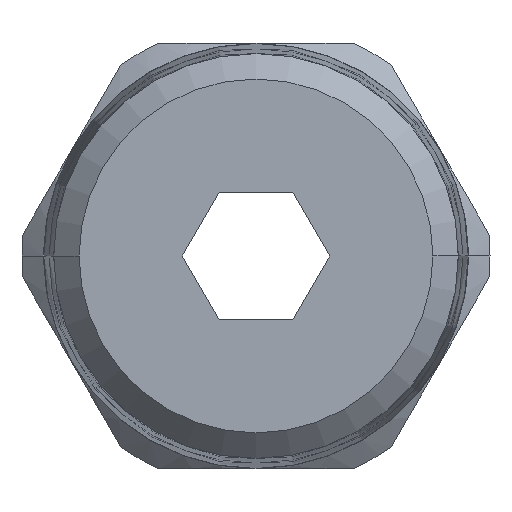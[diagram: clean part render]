
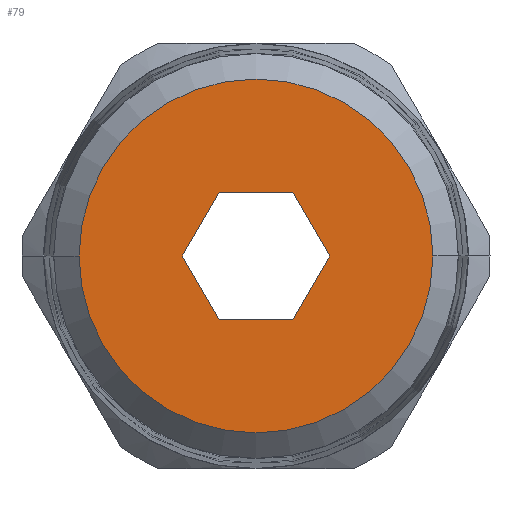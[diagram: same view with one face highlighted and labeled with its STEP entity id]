
A CAD part, front view. The second image highlights one B-rep face of the part: STEP entity #79.
In plain terms, the highlighted planar face has unit normal (0, -1, 0).
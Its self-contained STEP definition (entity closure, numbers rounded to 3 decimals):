
#79=ADVANCED_FACE('',(#190,#191),#192,.T.);
#190=FACE_BOUND('',#349,.T.);
#191=FACE_OUTER_BOUND('',#350,.T.);
#192=PLANE('',#351);
#349=EDGE_LOOP('',(#682,#683,#684,#685,#686,#687));
#350=EDGE_LOOP('',(#688,#689));
#351=AXIS2_PLACEMENT_3D('',#690,#691,#692);
#682=ORIENTED_EDGE('',*,*,#1112,.T.);
#683=ORIENTED_EDGE('',*,*,#1118,.T.);
#684=ORIENTED_EDGE('',*,*,#1115,.T.);
#685=ORIENTED_EDGE('',*,*,#1102,.T.);
#686=ORIENTED_EDGE('',*,*,#1106,.T.);
#687=ORIENTED_EDGE('',*,*,#1109,.T.);
#688=ORIENTED_EDGE('',*,*,#1092,.F.);
#689=ORIENTED_EDGE('',*,*,#1125,.F.);
#690=CARTESIAN_POINT('',(2.079,-7.9,0.0));
#691=DIRECTION('',(-0.0,-1.0,-0.0));
#692=DIRECTION('',(-1.0,0.0,0.0));
#1092=EDGE_CURVE('',#1329,#1332,#1333,.T.);
#1102=EDGE_CURVE('',#1350,#1351,#1352,.T.);
#1106=EDGE_CURVE('',#1351,#1358,#1359,.T.);
#1109=EDGE_CURVE('',#1358,#1363,#1364,.T.);
#1112=EDGE_CURVE('',#1363,#1368,#1369,.T.);
#1115=EDGE_CURVE('',#1373,#1350,#1374,.T.);
#1118=EDGE_CURVE('',#1368,#1373,#1378,.T.);
#1125=EDGE_CURVE('',#1332,#1329,#1385,.T.);
#1329=VERTEX_POINT('',#1687);
#1332=VERTEX_POINT('',#1691);
#1333=CIRCLE('',#1692,4.158);
#1350=VERTEX_POINT('',#1714);
#1351=VERTEX_POINT('',#1715);
#1352=LINE('',#1716,#1717);
#1358=VERTEX_POINT('',#1726);
#1359=LINE('',#1727,#1728);
#1363=VERTEX_POINT('',#1734);
#1364=LINE('',#1735,#1736);
#1368=VERTEX_POINT('',#1742);
#1369=LINE('',#1743,#1744);
#1373=VERTEX_POINT('',#1750);
#1374=LINE('',#1751,#1752);
#1378=LINE('',#1758,#1759);
#1385=CIRCLE('',#1767,4.158);
#1687=CARTESIAN_POINT('',(4.158,-7.9,0.0));
#1691=CARTESIAN_POINT('',(-4.158,-7.9,0.));
#1692=AXIS2_PLACEMENT_3D('',#2249,#2250,#2251);
#1714=CARTESIAN_POINT('',(-0.866,-7.9,-1.5));
#1715=CARTESIAN_POINT('',(-1.732,-7.9,0.));
#1716=CARTESIAN_POINT('',(-1.039,-7.9,-1.2));
#1717=VECTOR('',#2269,1.0);
#1726=CARTESIAN_POINT('',(-0.866,-7.9,1.5));
#1727=CARTESIAN_POINT('',(-1.039,-7.9,1.2));
#1728=VECTOR('',#2273,1.0);
#1734=CARTESIAN_POINT('',(0.866,-7.9,1.5));
#1735=CARTESIAN_POINT('',(1.04,-7.9,1.5));
#1736=VECTOR('',#2276,1.0);
#1742=CARTESIAN_POINT('',(1.732,-7.9,0.));
#1743=CARTESIAN_POINT('',(1.559,-7.9,0.3));
#1744=VECTOR('',#2279,1.0);
#1750=CARTESIAN_POINT('',(0.866,-7.9,-1.5));
#1751=CARTESIAN_POINT('',(1.04,-7.9,-1.5));
#1752=VECTOR('',#2282,1.0);
#1758=CARTESIAN_POINT('',(1.559,-7.9,-0.3));
#1759=VECTOR('',#2285,1.0);
#1767=AXIS2_PLACEMENT_3D('',#2302,#2303,#2304);
#2249=CARTESIAN_POINT('',(0.0,-7.9,0.0));
#2250=DIRECTION('',(-0.0,1.0,0.0));
#2251=DIRECTION('',(1.0,0.0,0.0));
#2269=DIRECTION('',(-0.5,0.0,0.866));
#2273=DIRECTION('',(0.5,-0.0,0.866));
#2276=DIRECTION('',(1.0,-0.0,0.));
#2279=DIRECTION('',(0.5,0.0,-0.866));
#2282=DIRECTION('',(-1.0,0.0,0.0));
#2285=DIRECTION('',(-0.5,0.0,-0.866));
#2302=CARTESIAN_POINT('',(0.0,-7.9,0.0));
#2303=DIRECTION('',(-0.0,1.0,0.0));
#2304=DIRECTION('',(1.0,0.0,0.0));
